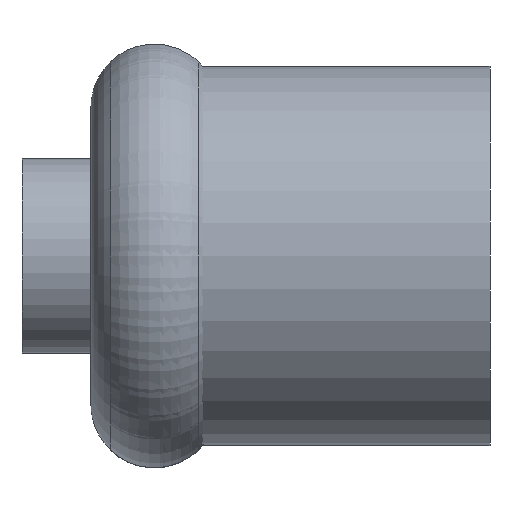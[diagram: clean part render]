
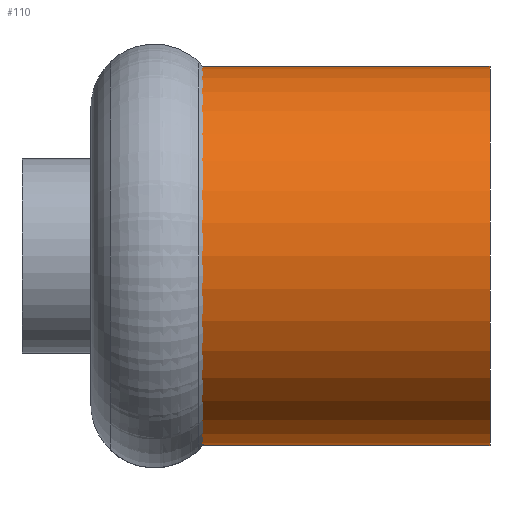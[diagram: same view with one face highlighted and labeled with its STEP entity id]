
A CAD part, left-side view. The second image highlights one B-rep face of the part: STEP entity #110.
In plain terms, the highlighted cylindrical face has radius 21.5 mm (diameter 43 mm), a full revolution.
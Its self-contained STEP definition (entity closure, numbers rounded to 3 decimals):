
#99=CYLINDRICAL_SURFACE('',#380,21.5);
#110=ADVANCED_FACE('',(#181,#182),#99,.T.);
#175=CIRCLE('',#377,21.5);
#176=CIRCLE('',#379,21.5);
#181=FACE_BOUND('',#193,.T.);
#182=FACE_BOUND('',#194,.T.);
#193=EDGE_LOOP('',(#241));
#194=EDGE_LOOP('',(#242));
#241=ORIENTED_EDGE('',*,*,#333,.T.);
#242=ORIENTED_EDGE('',*,*,#336,.F.);
#304=VERTEX_POINT('',#535);
#305=VERTEX_POINT('',#540);
#333=EDGE_CURVE('',#304,#304,#175,.T.);
#336=EDGE_CURVE('',#305,#305,#176,.T.);
#377=AXIS2_PLACEMENT_3D('',#534,#425,#426);
#379=AXIS2_PLACEMENT_3D('',#539,#431,#432);
#380=AXIS2_PLACEMENT_3D('',#541,#433,#434);
#425=DIRECTION('',(0.,-1.,0.));
#426=DIRECTION('',(0.,0.,-1.));
#431=DIRECTION('',(0.,-1.,0.));
#432=DIRECTION('',(0.,0.,-1.));
#433=DIRECTION('',(0.,-1.,0.));
#434=DIRECTION('',(0.,0.,-1.));
#534=CARTESIAN_POINT('',(106.,83.75,0.));
#535=CARTESIAN_POINT('',(106.,83.75,-21.5));
#539=CARTESIAN_POINT('',(106.,50.75,0.));
#540=CARTESIAN_POINT('',(106.,50.75,-21.5));
#541=CARTESIAN_POINT('',(106.,41.75,0.));
